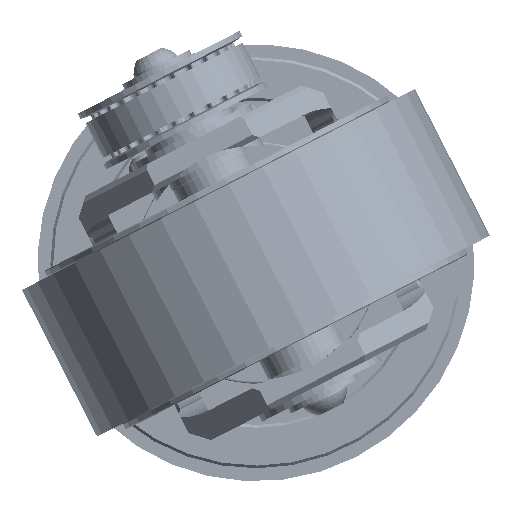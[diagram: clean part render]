
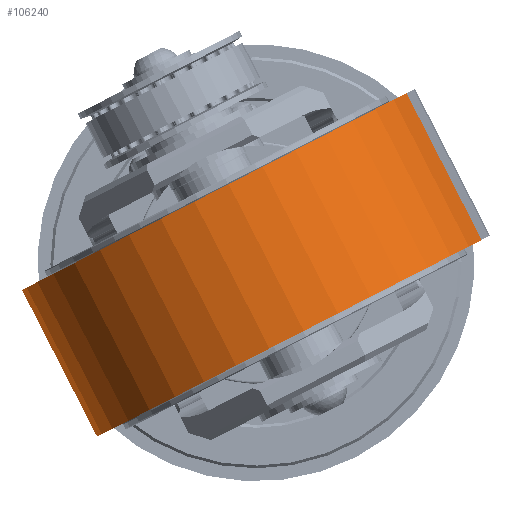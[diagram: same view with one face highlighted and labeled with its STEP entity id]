
A CAD part, front view. The second image highlights one B-rep face of the part: STEP entity #106240.
In plain terms, the highlighted cylindrical face has radius 51.054 mm (diameter 102.108 mm), a partial arc.
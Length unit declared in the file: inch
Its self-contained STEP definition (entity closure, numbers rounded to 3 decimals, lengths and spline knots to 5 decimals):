
#1073 = CIRCLE ( 'NONE', #152163, 2.01 ) ;
#2552 = FACE_OUTER_BOUND ( 'NONE', #11112, .T. ) ;
#11112 = EDGE_LOOP ( 'NONE', ( #18701, #140999, #47076, #143962 ) ) ;
#13611 = CIRCLE ( 'NONE', #79038, 2.01 ) ;
#18701 = ORIENTED_EDGE ( 'NONE', *, *, #105328, .F. ) ;
#20966 = CARTESIAN_POINT ( 'NONE',  ( 0., 0., 2.01 ) ) ;
#22282 = CARTESIAN_POINT ( 'NONE',  ( 1.5, 0., -2.01 ) ) ;
#24520 = CARTESIAN_POINT ( 'NONE',  ( 1.5, 0., -2.01 ) ) ;
#31583 = DIRECTION ( 'NONE',  ( 1., 0., 0. ) ) ;
#32763 = CARTESIAN_POINT ( 'NONE',  ( 0., 0., -2.01 ) ) ;
#47076 = ORIENTED_EDGE ( 'NONE', *, *, #90264, .T. ) ;
#47496 = VECTOR ( 'NONE', #132662, 39.37008 ) ;
#63538 = CARTESIAN_POINT ( 'NONE',  ( 1.5, 0., 0. ) ) ;
#66992 = DIRECTION ( 'NONE',  ( 1., 0., 0. ) ) ;
#72224 = VECTOR ( 'NONE', #84300, 39.37008 ) ;
#79038 = AXIS2_PLACEMENT_3D ( 'NONE', #103483, #31583, #115560 ) ;
#79454 = VERTEX_POINT ( 'NONE', #22282 ) ;
#79465 = LINE ( 'NONE', #24520, #47496 ) ;
#84300 = DIRECTION ( 'NONE',  ( -1., 0., 0. ) ) ;
#90264 = EDGE_CURVE ( 'NONE', #155318, #155046, #13611, .T. ) ;
#94585 = CYLINDRICAL_SURFACE ( 'NONE', #126247, 2.01 ) ;
#99736 = DIRECTION ( 'NONE',  ( -1., 0., 0. ) ) ;
#103483 = CARTESIAN_POINT ( 'NONE',  ( 0., 0., 0. ) ) ;
#104100 = LINE ( 'NONE', #155657, #72224 ) ;
#105328 = EDGE_CURVE ( 'NONE', #79454, #129469, #1073, .T. ) ;
#106240 = ADVANCED_FACE ( 'NONE', ( #2552 ), #94585, .T. ) ;
#111796 = DIRECTION ( 'NONE',  ( 0., 0., 1. ) ) ;
#114985 = EDGE_CURVE ( 'NONE', #129469, #155046, #104100, .T. ) ;
#115560 = DIRECTION ( 'NONE',  ( 0., 0., -1. ) ) ;
#121015 = CARTESIAN_POINT ( 'NONE',  ( 1.5, 0., 2.01 ) ) ;
#126247 = AXIS2_PLACEMENT_3D ( 'NONE', #63538, #99736, #111796 ) ;
#129469 = VERTEX_POINT ( 'NONE', #121015 ) ;
#132662 = DIRECTION ( 'NONE',  ( -1., 0., 0. ) ) ;
#138846 = CARTESIAN_POINT ( 'NONE',  ( 1.5, 0., 0. ) ) ;
#140313 = EDGE_CURVE ( 'NONE', #79454, #155318, #79465, .T. ) ;
#140999 = ORIENTED_EDGE ( 'NONE', *, *, #140313, .T. ) ;
#143962 = ORIENTED_EDGE ( 'NONE', *, *, #114985, .F. ) ;
#150962 = DIRECTION ( 'NONE',  ( 0., 0., -1. ) ) ;
#152163 = AXIS2_PLACEMENT_3D ( 'NONE', #138846, #66992, #150962 ) ;
#155046 = VERTEX_POINT ( 'NONE', #20966 ) ;
#155318 = VERTEX_POINT ( 'NONE', #32763 ) ;
#155657 = CARTESIAN_POINT ( 'NONE',  ( 1.5, 0., 2.01 ) ) ;
